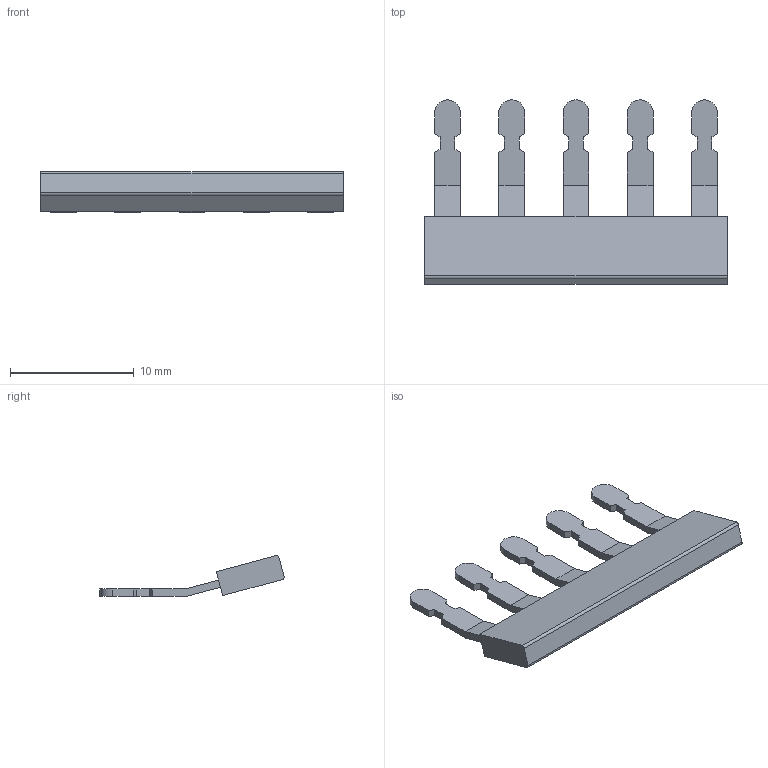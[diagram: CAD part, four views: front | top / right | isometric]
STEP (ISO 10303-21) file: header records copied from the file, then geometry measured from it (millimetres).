
FILE_DESCRIPTION(('Creo Elements/Direct Modeling STEP Export'),'2;1');
FILE_NAME('model.stp','2018-03-28T18:33:04',(''),(''),'Creo Elements/Direct Modeling STEP processor for AP214 (Solid Model)','Creo Elements/Direct Modeling 18.1I 14-Aug-2016 (C) Parametric Technology GmbH','');
FILE_SCHEMA(('AUTOMOTIVE_DESIGN { 1 0 10303 214 1 1 1 1 }'));
Length unit declared in the file: millimetre
Products named in the file (2): EB_5-5-select
Assembly tree (1 placements, depth 2):
  EB_5-5-select
    EB_5-5-select
Bounding box: 24.5 x 14.92 x 3.3 mm (x, y, z)
Volume: 311.2 mm3; surface area: 617.8 mm2
Topology: 1 solids, 1 shells, 88 faces, 243 edges, 162 vertices
Faces by surface type: plane 76, cylinder 12
Entity records: 3386 total; most frequent: ORIENTED_EDGE 486, CARTESIAN_POINT 467, DIRECTION 397, EDGE_CURVE 243, VECTOR 213, LINE 213, VERTEX_POINT 162, EDGE_LOOP 93
